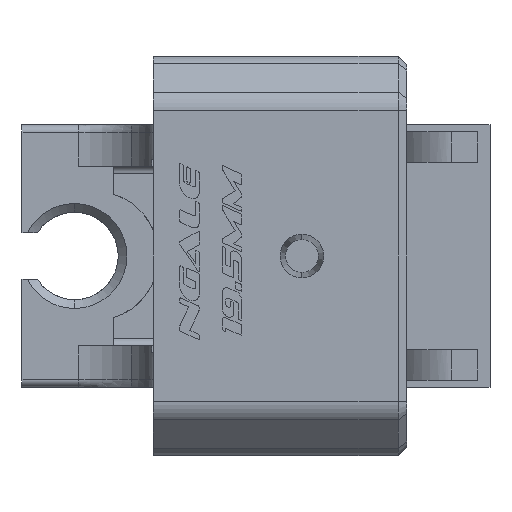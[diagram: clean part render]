
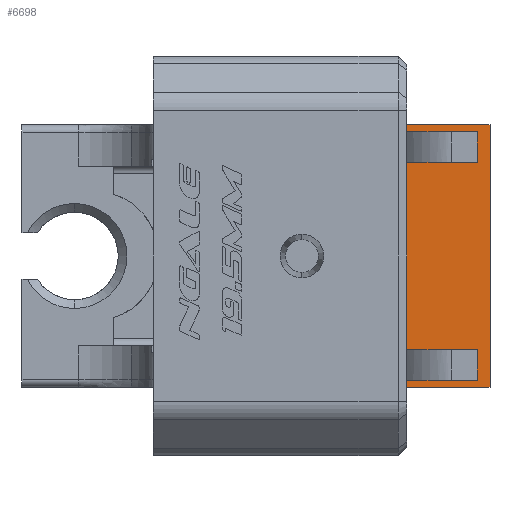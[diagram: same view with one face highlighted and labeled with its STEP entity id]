
A CAD part, left-side view. The second image highlights one B-rep face of the part: STEP entity #6698.
In plain terms, the highlighted planar face has unit normal (-1, 0, 0).
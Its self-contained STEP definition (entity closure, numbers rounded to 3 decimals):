
#197 = VECTOR ( 'NONE', #14319, 1000. ) ;
#461 = ORIENTED_EDGE ( 'NONE', *, *, #26150, .F. ) ;
#542 = EDGE_CURVE ( 'NONE', #5873, #31370, #36785, .T. ) ;
#1109 = VERTEX_POINT ( 'NONE', #4619 ) ;
#1303 = FACE_OUTER_BOUND ( 'NONE', #5549, .T. ) ;
#1613 = LINE ( 'NONE', #10887, #17853 ) ;
#1754 = DIRECTION ( 'NONE',  ( 0., 0., 1. ) ) ;
#2103 = CARTESIAN_POINT ( 'NONE',  ( 7.5, -2., -9.75 ) ) ;
#2327 = CARTESIAN_POINT ( 'NONE',  ( 7.5, -2., 9.75 ) ) ;
#2454 = CARTESIAN_POINT ( 'NONE',  ( 7.5, -10.043, 0. ) ) ;
#2730 = CARTESIAN_POINT ( 'NONE',  ( 7.5, -2., -14.2 ) ) ;
#2765 = LINE ( 'NONE', #37300, #31966 ) ;
#3602 = CARTESIAN_POINT ( 'NONE',  ( 7.5, -11.5, -15. ) ) ;
#3634 = CARTESIAN_POINT ( 'NONE',  ( 7.5, -41.626, 14.2 ) ) ;
#3775 = LINE ( 'NONE', #29061, #23750 ) ;
#4078 = LINE ( 'NONE', #9454, #12616 ) ;
#4619 = CARTESIAN_POINT ( 'NONE',  ( 7.5, -2., 15. ) ) ;
#4766 = VECTOR ( 'NONE', #17851, 1000. ) ;
#5346 = VECTOR ( 'NONE', #38947, 1000. ) ;
#5451 = DIRECTION ( 'NONE',  ( 0., 0., 1. ) ) ;
#5549 = EDGE_LOOP ( 'NONE', ( #34466, #9797, #461, #35795, #12965, #39882, #32500, #8936, #33365, #6371, #20295, #8102, #35199, #27819 ) ) ;
#5873 = VERTEX_POINT ( 'NONE', #10275 ) ;
#6371 = ORIENTED_EDGE ( 'NONE', *, *, #34884, .T. ) ;
#6698 = ADVANCED_FACE ( 'NONE', ( #1303 ), #36045, .T. ) ;
#7591 = DIRECTION ( 'NONE',  ( 0., 1., 0. ) ) ;
#8102 = ORIENTED_EDGE ( 'NONE', *, *, #24124, .F. ) ;
#8207 = CARTESIAN_POINT ( 'NONE',  ( 7.5, -10.043, 0. ) ) ;
#8459 = VECTOR ( 'NONE', #7591, 1000. ) ;
#8936 = ORIENTED_EDGE ( 'NONE', *, *, #12294, .F. ) ;
#9036 = EDGE_CURVE ( 'NONE', #34065, #14126, #3775, .T. ) ;
#9169 = DIRECTION ( 'NONE',  ( 0., 0., 1. ) ) ;
#9400 = VECTOR ( 'NONE', #26305, 1000. ) ;
#9454 = CARTESIAN_POINT ( 'NONE',  ( 7.5, -2., 0. ) ) ;
#9797 = ORIENTED_EDGE ( 'NONE', *, *, #542, .F. ) ;
#10089 = VERTEX_POINT ( 'NONE', #2730 ) ;
#10275 = CARTESIAN_POINT ( 'NONE',  ( 7.5, -10.043, -14.2 ) ) ;
#10374 = DIRECTION ( 'NONE',  ( 0., 0., 1. ) ) ;
#10388 = CARTESIAN_POINT ( 'NONE',  ( 7.5, -2., 0. ) ) ;
#10462 = CARTESIAN_POINT ( 'NONE',  ( 7.5, -10.043, 10.7 ) ) ;
#10887 = CARTESIAN_POINT ( 'NONE',  ( 7.5, 0., 10.7 ) ) ;
#11651 = LINE ( 'NONE', #40198, #197 ) ;
#12119 = VERTEX_POINT ( 'NONE', #15559 ) ;
#12137 = CARTESIAN_POINT ( 'NONE',  ( 7.5, -2., 14.2 ) ) ;
#12199 = VERTEX_POINT ( 'NONE', #15750 ) ;
#12294 = EDGE_CURVE ( 'NONE', #37115, #1109, #33185, .T. ) ;
#12616 = VECTOR ( 'NONE', #21973, 1000. ) ;
#12965 = ORIENTED_EDGE ( 'NONE', *, *, #9036, .F. ) ;
#14126 = VERTEX_POINT ( 'NONE', #24870 ) ;
#14319 = DIRECTION ( 'NONE',  ( 0., -1., 0. ) ) ;
#15382 = LINE ( 'NONE', #3634, #31053 ) ;
#15559 = CARTESIAN_POINT ( 'NONE',  ( 7.5, -2., -10.7 ) ) ;
#15750 = CARTESIAN_POINT ( 'NONE',  ( 7.5, -2., 10.7 ) ) ;
#15874 = VERTEX_POINT ( 'NONE', #23633 ) ;
#16107 = EDGE_CURVE ( 'NONE', #14126, #10089, #4078, .T. ) ;
#17257 = CARTESIAN_POINT ( 'NONE',  ( 7.5, -11.5, 15. ) ) ;
#17844 = CARTESIAN_POINT ( 'NONE',  ( 7.5, -41.626, 15. ) ) ;
#17851 = DIRECTION ( 'NONE',  ( 0., 0., -1. ) ) ;
#17853 = VECTOR ( 'NONE', #20526, 1000. ) ;
#18500 = DIRECTION ( 'NONE',  ( 0., -1., 0. ) ) ;
#18606 = CARTESIAN_POINT ( 'NONE',  ( 7.5, -2., 0. ) ) ;
#18814 = LINE ( 'NONE', #8207, #4766 ) ;
#20295 = ORIENTED_EDGE ( 'NONE', *, *, #33540, .F. ) ;
#20526 = DIRECTION ( 'NONE',  ( 0., -1., 0. ) ) ;
#20777 = AXIS2_PLACEMENT_3D ( 'NONE', #35239, #25980, #10374 ) ;
#20916 = VERTEX_POINT ( 'NONE', #10462 ) ;
#21169 = DIRECTION ( 'NONE',  ( 0., 0., 1. ) ) ;
#21400 = EDGE_CURVE ( 'NONE', #29494, #31638, #21688, .T. ) ;
#21688 = LINE ( 'NONE', #18606, #32540 ) ;
#21973 = DIRECTION ( 'NONE',  ( 0., 0., 1. ) ) ;
#23633 = CARTESIAN_POINT ( 'NONE',  ( 7.5, -10.043, 14.2 ) ) ;
#23750 = VECTOR ( 'NONE', #28460, 1000. ) ;
#24124 = EDGE_CURVE ( 'NONE', #31638, #12199, #2765, .T. ) ;
#24619 = EDGE_CURVE ( 'NONE', #12119, #29494, #35973, .T. ) ;
#24870 = CARTESIAN_POINT ( 'NONE',  ( 7.5, -2., -15. ) ) ;
#25151 = EDGE_CURVE ( 'NONE', #15874, #37115, #15382, .T. ) ;
#25359 = EDGE_CURVE ( 'NONE', #34065, #26499, #36077, .T. ) ;
#25980 = DIRECTION ( 'NONE',  ( -1., 0., 0. ) ) ;
#26150 = EDGE_CURVE ( 'NONE', #10089, #5873, #11651, .T. ) ;
#26305 = DIRECTION ( 'NONE',  ( 0., 0., 1. ) ) ;
#26418 = VECTOR ( 'NONE', #1754, 1000. ) ;
#26499 = VERTEX_POINT ( 'NONE', #17257 ) ;
#27819 = ORIENTED_EDGE ( 'NONE', *, *, #24619, .F. ) ;
#27923 = CARTESIAN_POINT ( 'NONE',  ( 7.5, -10.043, -10.7 ) ) ;
#28460 = DIRECTION ( 'NONE',  ( 0., 1., 0. ) ) ;
#29061 = CARTESIAN_POINT ( 'NONE',  ( 7.5, -41.626, -15. ) ) ;
#29494 = VERTEX_POINT ( 'NONE', #2103 ) ;
#31053 = VECTOR ( 'NONE', #40636, 1000. ) ;
#31062 = LINE ( 'NONE', #33733, #34317 ) ;
#31370 = VERTEX_POINT ( 'NONE', #27923 ) ;
#31638 = VERTEX_POINT ( 'NONE', #2327 ) ;
#31966 = VECTOR ( 'NONE', #5451, 1000. ) ;
#32185 = EDGE_CURVE ( 'NONE', #26499, #1109, #35745, .T. ) ;
#32500 = ORIENTED_EDGE ( 'NONE', *, *, #32185, .T. ) ;
#32540 = VECTOR ( 'NONE', #9169, 1000. ) ;
#33091 = CARTESIAN_POINT ( 'NONE',  ( 7.5, -2., 0. ) ) ;
#33185 = LINE ( 'NONE', #10388, #5346 ) ;
#33365 = ORIENTED_EDGE ( 'NONE', *, *, #25151, .F. ) ;
#33540 = EDGE_CURVE ( 'NONE', #12199, #20916, #1613, .T. ) ;
#33733 = CARTESIAN_POINT ( 'NONE',  ( 7.5, 0., -10.7 ) ) ;
#34065 = VERTEX_POINT ( 'NONE', #3602 ) ;
#34317 = VECTOR ( 'NONE', #18500, 1000. ) ;
#34466 = ORIENTED_EDGE ( 'NONE', *, *, #34621, .T. ) ;
#34621 = EDGE_CURVE ( 'NONE', #12119, #31370, #31062, .T. ) ;
#34675 = VECTOR ( 'NONE', #21169, 1000. ) ;
#34884 = EDGE_CURVE ( 'NONE', #15874, #20916, #18814, .T. ) ;
#35199 = ORIENTED_EDGE ( 'NONE', *, *, #21400, .F. ) ;
#35239 = CARTESIAN_POINT ( 'NONE',  ( 7.5, -41.626, 0. ) ) ;
#35745 = LINE ( 'NONE', #17844, #8459 ) ;
#35795 = ORIENTED_EDGE ( 'NONE', *, *, #16107, .F. ) ;
#35973 = LINE ( 'NONE', #33091, #9400 ) ;
#36045 = PLANE ( 'NONE',  #20777 ) ;
#36077 = LINE ( 'NONE', #37454, #26418 ) ;
#36785 = LINE ( 'NONE', #2454, #34675 ) ;
#37115 = VERTEX_POINT ( 'NONE', #12137 ) ;
#37300 = CARTESIAN_POINT ( 'NONE',  ( 7.5, -2., 0. ) ) ;
#37454 = CARTESIAN_POINT ( 'NONE',  ( 7.5, -11.5, 0. ) ) ;
#38947 = DIRECTION ( 'NONE',  ( 0., 0., 1. ) ) ;
#39882 = ORIENTED_EDGE ( 'NONE', *, *, #25359, .T. ) ;
#40198 = CARTESIAN_POINT ( 'NONE',  ( 7.5, -41.626, -14.2 ) ) ;
#40636 = DIRECTION ( 'NONE',  ( 0., 1., 0. ) ) ;
